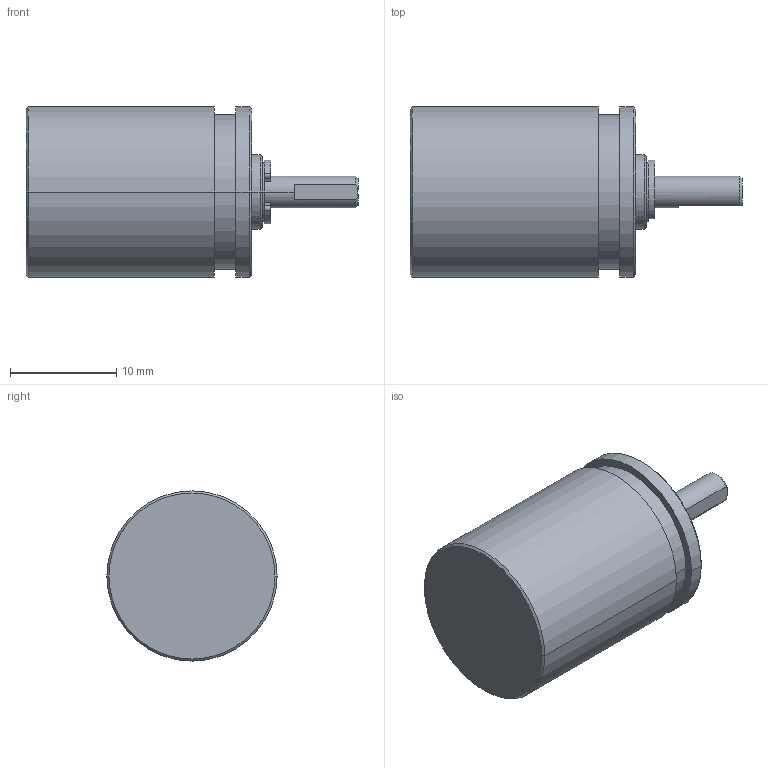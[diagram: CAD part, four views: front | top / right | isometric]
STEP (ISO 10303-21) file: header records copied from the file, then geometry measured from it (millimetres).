
FILE_DESCRIPTION((''),'2;1');
FILE_NAME('R16_0_484','2015-11-06T',('vinayak.bharmal'),(''),'PRO/ENGINEER BY PARAMETRIC TECHNOLOGY CORPORATION, 2014310','PRO/ENGINEER BY PARAMETRIC TECHNOLOGY CORPORATION, 2014310','');
FILE_SCHEMA(('CONFIG_CONTROL_DESIGN'));
Length unit declared in the file: millimetre
Products named in the file (1): R16_0_484
Bounding box: 31.2 x 16 x 16 mm (x, y, z)
Volume: 4284.2 mm3; surface area: 1687.5 mm2
Topology: 1 solids, 1 shells, 67 faces, 162 edges, 98 vertices
Faces by surface type: cylinder 30, plane 21, cone 16
Entity records: 1999 total; most frequent: DIRECTION 382, CARTESIAN_POINT 332, ORIENTED_EDGE 316, AXIS2_PLACEMENT_3D 159, EDGE_CURVE 158, VERTEX_POINT 98, CIRCLE 92, EDGE_LOOP 76
